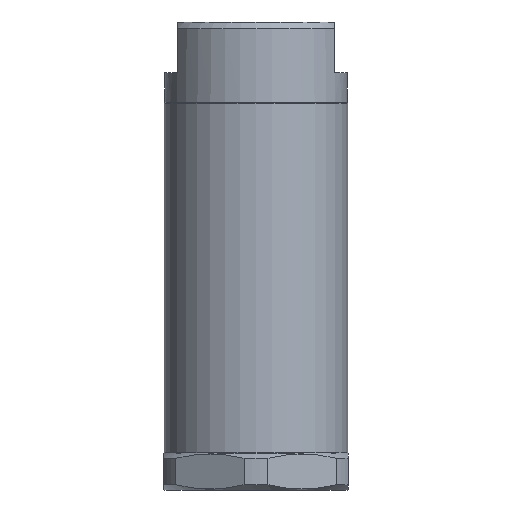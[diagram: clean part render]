
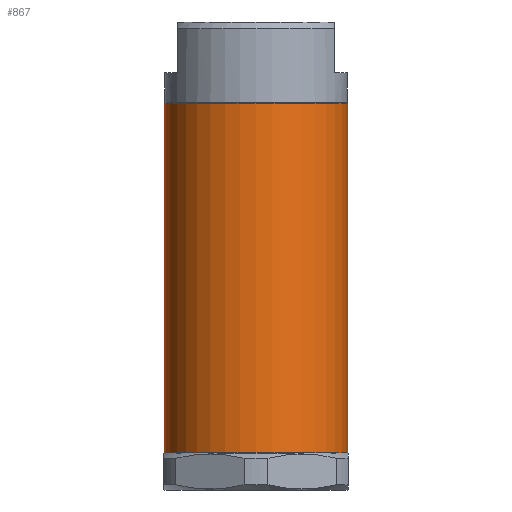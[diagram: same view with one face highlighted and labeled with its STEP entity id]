
A CAD part, front view. The second image highlights one B-rep face of the part: STEP entity #867.
In plain terms, the highlighted cylindrical face has radius 19.9 mm (diameter 39.8 mm), a partial arc.
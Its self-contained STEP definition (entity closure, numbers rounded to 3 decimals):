
#33 = VERTEX_POINT ( 'NONE', #601 ) ;
#87 = DIRECTION ( 'NONE',  ( -1., 0., 0. ) ) ;
#186 = VERTEX_POINT ( 'NONE', #2126 ) ;
#207 = EDGE_CURVE ( 'Defeature ausgef�hrt1_0+Defeature ausgef�hrt1_2+Defeature ausgef�hrt1_2+Defeature ausgef�hrt1_2', #33, #628, #1156, .T. ) ;
#362 = CARTESIAN_POINT ( 'NONE',  ( 0., 0., -93.4 ) ) ;
#407 = EDGE_CURVE ( 'Defeature ausgef�hrt1_0+Defeature ausgef�hrt1_3+Defeature ausgef�hrt1_3+Defeature ausgef�hrt1_3', #1237, #186, #2293, .T. ) ;
#425 = CARTESIAN_POINT ( 'NONE',  ( -19.9, 0., -93.5 ) ) ;
#453 = FACE_OUTER_BOUND ( 'NONE', #1454, .T. ) ;
#465 = DIRECTION ( 'NONE',  ( -1., 0., 0. ) ) ;
#488 = CARTESIAN_POINT ( 'NONE',  ( -19.9, 0., -17.6 ) ) ;
#601 = CARTESIAN_POINT ( 'NONE',  ( 19.9, 0., -17.6 ) ) ;
#628 = VERTEX_POINT ( 'NONE', #488 ) ;
#666 = LINE ( 'NONE', #1397, #1613 ) ;
#781 = VECTOR ( 'NONE', #2160, 1000. ) ;
#795 = AXIS2_PLACEMENT_3D ( 'NONE', #1213, #1391, #87 ) ;
#867 = ADVANCED_FACE ( 'Defeature ausgef�hrt1_0', ( #453 ), #2217, .T. ) ;
#869 = CARTESIAN_POINT ( 'NONE',  ( 0., 0., -93.5 ) ) ;
#941 = DIRECTION ( 'NONE',  ( 1., 0., 0. ) ) ;
#1001 = DIRECTION ( 'NONE',  ( 0., 0., -1. ) ) ;
#1032 = ORIENTED_EDGE ( 'NONE', *, *, #407, .T. ) ;
#1156 = CIRCLE ( 'NONE', #795, 19.9 ) ;
#1213 = CARTESIAN_POINT ( 'NONE',  ( 0., 0., -17.6 ) ) ;
#1237 = VERTEX_POINT ( 'NONE', #1478 ) ;
#1391 = DIRECTION ( 'NONE',  ( 0., 0., -1. ) ) ;
#1397 = CARTESIAN_POINT ( 'NONE',  ( 19.9, 0., -93.5 ) ) ;
#1425 = DIRECTION ( 'NONE',  ( 0., 0., -1. ) ) ;
#1434 = AXIS2_PLACEMENT_3D ( 'NONE', #362, #2128, #941 ) ;
#1454 = EDGE_LOOP ( 'NONE', ( #1879, #2218, #1512, #1032 ) ) ;
#1478 = CARTESIAN_POINT ( 'NONE',  ( -19.9, 0., -93.4 ) ) ;
#1512 = ORIENTED_EDGE ( 'NONE', *, *, #1701, .T. ) ;
#1582 = LINE ( 'NONE', #425, #781 ) ;
#1613 = VECTOR ( 'NONE', #1425, 1000. ) ;
#1701 = EDGE_CURVE ( 'NONE', #628, #1237, #1582, .T. ) ;
#1879 = ORIENTED_EDGE ( 'NONE', *, *, #2401, .F. ) ;
#2126 = CARTESIAN_POINT ( 'NONE',  ( 19.9, 0., -93.4 ) ) ;
#2128 = DIRECTION ( 'NONE',  ( 0., 0., 1. ) ) ;
#2160 = DIRECTION ( 'NONE',  ( 0., 0., -1. ) ) ;
#2217 = CYLINDRICAL_SURFACE ( 'NONE', #2356, 19.9 ) ;
#2218 = ORIENTED_EDGE ( 'NONE', *, *, #207, .T. ) ;
#2293 = CIRCLE ( 'NONE', #1434, 19.9 ) ;
#2356 = AXIS2_PLACEMENT_3D ( 'NONE', #869, #1001, #465 ) ;
#2401 = EDGE_CURVE ( 'NONE', #33, #186, #666, .T. ) ;
